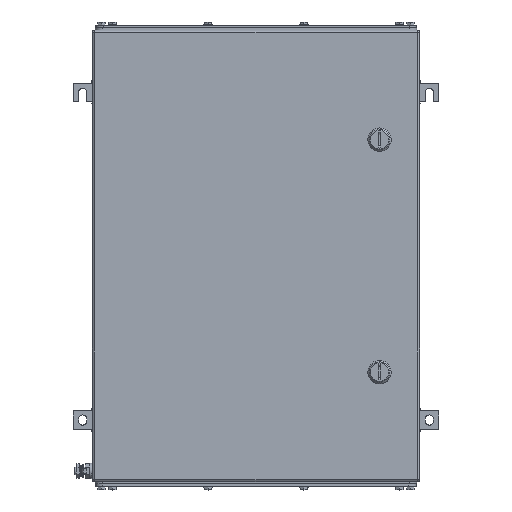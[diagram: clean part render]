
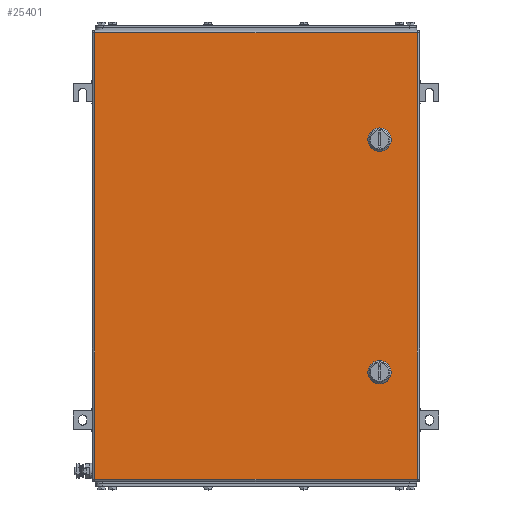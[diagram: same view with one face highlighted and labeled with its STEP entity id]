
A CAD part, top view. The second image highlights one B-rep face of the part: STEP entity #25401.
In plain terms, the highlighted planar face has unit normal (0, 0, 1).
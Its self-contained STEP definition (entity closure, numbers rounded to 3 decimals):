
#25215=AXIS2_PLACEMENT_3D('Circle Axis2P3D',#25213,#25214,$) ;
#25242=AXIS2_PLACEMENT_3D('Plane Axis2P3D',#25239,#25240,#25241) ;
#25287=AXIS2_PLACEMENT_3D('Circle Axis2P3D',#25285,#25286,$) ;
#25301=AXIS2_PLACEMENT_3D('Circle Axis2P3D',#25299,#25300,$) ;
#25315=AXIS2_PLACEMENT_3D('Circle Axis2P3D',#25313,#25314,$) ;
#25337=AXIS2_PLACEMENT_3D('Circle Axis2P3D',#25335,#25336,$) ;
#25353=AXIS2_PLACEMENT_3D('Circle Axis2P3D',#25351,#25352,$) ;
#25367=AXIS2_PLACEMENT_3D('Circle Axis2P3D',#25365,#25366,$) ;
#25381=AXIS2_PLACEMENT_3D('Circle Axis2P3D',#25379,#25380,$) ;
#25210=CARTESIAN_POINT('Vertex',(425.056,470.45,203.5)) ;
#25213=CARTESIAN_POINT('Axis2P3D Location',(420.,480.5,203.5)) ;
#25217=CARTESIAN_POINT('Vertex',(430.05,475.444,203.5)) ;
#25239=CARTESIAN_POINT('Axis2P3D Location',(250.5,321.,203.5)) ;
#25244=CARTESIAN_POINT('Line Origine',(250.5,627.5,203.5)) ;
#25248=CARTESIAN_POINT('Vertex',(472.,627.5,203.5)) ;
#25250=CARTESIAN_POINT('Vertex',(29.,627.5,203.5)) ;
#25253=CARTESIAN_POINT('Line Origine',(29.,321.,203.5)) ;
#25257=CARTESIAN_POINT('Vertex',(29.,14.5,203.5)) ;
#25260=CARTESIAN_POINT('Line Origine',(250.5,14.5,203.5)) ;
#25264=CARTESIAN_POINT('Vertex',(472.,14.5,203.5)) ;
#25267=CARTESIAN_POINT('Line Origine',(472.,321.,203.5)) ;
#25278=CARTESIAN_POINT('Line Origine',(420.,470.45,203.5)) ;
#25282=CARTESIAN_POINT('Vertex',(414.944,470.45,203.5)) ;
#25285=CARTESIAN_POINT('Axis2P3D Location',(420.,480.5,203.5)) ;
#25289=CARTESIAN_POINT('Vertex',(409.95,475.444,203.5)) ;
#25292=CARTESIAN_POINT('Line Origine',(409.95,480.5,203.5)) ;
#25296=CARTESIAN_POINT('Vertex',(409.95,485.556,203.5)) ;
#25299=CARTESIAN_POINT('Axis2P3D Location',(420.,480.5,203.5)) ;
#25303=CARTESIAN_POINT('Vertex',(414.944,490.55,203.5)) ;
#25306=CARTESIAN_POINT('Line Origine',(420.,490.55,203.5)) ;
#25310=CARTESIAN_POINT('Vertex',(425.056,490.55,203.5)) ;
#25313=CARTESIAN_POINT('Axis2P3D Location',(420.,480.5,203.5)) ;
#25317=CARTESIAN_POINT('Vertex',(430.05,485.556,203.5)) ;
#25320=CARTESIAN_POINT('Line Origine',(430.05,480.5,203.5)) ;
#25335=CARTESIAN_POINT('Axis2P3D Location',(420.,161.5,203.5)) ;
#25339=CARTESIAN_POINT('Vertex',(425.056,151.45,203.5)) ;
#25341=CARTESIAN_POINT('Vertex',(430.05,156.444,203.5)) ;
#25344=CARTESIAN_POINT('Line Origine',(420.,151.45,203.5)) ;
#25348=CARTESIAN_POINT('Vertex',(414.944,151.45,203.5)) ;
#25351=CARTESIAN_POINT('Axis2P3D Location',(420.,161.5,203.5)) ;
#25355=CARTESIAN_POINT('Vertex',(409.95,156.444,203.5)) ;
#25358=CARTESIAN_POINT('Line Origine',(409.95,161.5,203.5)) ;
#25362=CARTESIAN_POINT('Vertex',(409.95,166.556,203.5)) ;
#25365=CARTESIAN_POINT('Axis2P3D Location',(420.,161.5,203.5)) ;
#25369=CARTESIAN_POINT('Vertex',(414.944,171.55,203.5)) ;
#25372=CARTESIAN_POINT('Line Origine',(420.,171.55,203.5)) ;
#25376=CARTESIAN_POINT('Vertex',(425.056,171.55,203.5)) ;
#25379=CARTESIAN_POINT('Axis2P3D Location',(420.,161.5,203.5)) ;
#25383=CARTESIAN_POINT('Vertex',(430.05,166.556,203.5)) ;
#25386=CARTESIAN_POINT('Line Origine',(430.05,161.5,203.5)) ;
#25214=DIRECTION('Axis2P3D Direction',(0.,0.,1.)) ;
#25240=DIRECTION('Axis2P3D Direction',(0.,0.,1.)) ;
#25241=DIRECTION('Axis2P3D XDirection',(1.,0.,0.)) ;
#25245=DIRECTION('Vector Direction',(1.,0.,0.)) ;
#25254=DIRECTION('Vector Direction',(0.,-1.,0.)) ;
#25261=DIRECTION('Vector Direction',(1.,0.,0.)) ;
#25268=DIRECTION('Vector Direction',(0.,1.,0.)) ;
#25279=DIRECTION('Vector Direction',(1.,0.,0.)) ;
#25286=DIRECTION('Axis2P3D Direction',(0.,0.,1.)) ;
#25293=DIRECTION('Vector Direction',(0.,1.,0.)) ;
#25300=DIRECTION('Axis2P3D Direction',(0.,0.,1.)) ;
#25307=DIRECTION('Vector Direction',(1.,0.,0.)) ;
#25314=DIRECTION('Axis2P3D Direction',(0.,0.,1.)) ;
#25321=DIRECTION('Vector Direction',(0.,-1.,0.)) ;
#25336=DIRECTION('Axis2P3D Direction',(0.,0.,1.)) ;
#25345=DIRECTION('Vector Direction',(1.,0.,0.)) ;
#25352=DIRECTION('Axis2P3D Direction',(0.,0.,1.)) ;
#25359=DIRECTION('Vector Direction',(0.,1.,0.)) ;
#25366=DIRECTION('Axis2P3D Direction',(0.,0.,1.)) ;
#25373=DIRECTION('Vector Direction',(1.,0.,0.)) ;
#25380=DIRECTION('Axis2P3D Direction',(0.,0.,1.)) ;
#25387=DIRECTION('Vector Direction',(0.,-1.,0.)) ;
#25246=VECTOR('Line Direction',#25245,1.) ;
#25255=VECTOR('Line Direction',#25254,1.) ;
#25262=VECTOR('Line Direction',#25261,1.) ;
#25269=VECTOR('Line Direction',#25268,1.) ;
#25280=VECTOR('Line Direction',#25279,1.) ;
#25294=VECTOR('Line Direction',#25293,1.) ;
#25308=VECTOR('Line Direction',#25307,1.) ;
#25322=VECTOR('Line Direction',#25321,1.) ;
#25346=VECTOR('Line Direction',#25345,1.) ;
#25360=VECTOR('Line Direction',#25359,1.) ;
#25374=VECTOR('Line Direction',#25373,1.) ;
#25388=VECTOR('Line Direction',#25387,1.) ;
#25273=ORIENTED_EDGE('',*,*,#25252,.T.) ;
#25274=ORIENTED_EDGE('',*,*,#25259,.T.) ;
#25275=ORIENTED_EDGE('',*,*,#25266,.T.) ;
#25276=ORIENTED_EDGE('',*,*,#25271,.T.) ;
#25326=ORIENTED_EDGE('',*,*,#25284,.F.) ;
#25327=ORIENTED_EDGE('',*,*,#25291,.F.) ;
#25328=ORIENTED_EDGE('',*,*,#25298,.T.) ;
#25329=ORIENTED_EDGE('',*,*,#25305,.F.) ;
#25330=ORIENTED_EDGE('',*,*,#25312,.T.) ;
#25331=ORIENTED_EDGE('',*,*,#25319,.F.) ;
#25332=ORIENTED_EDGE('',*,*,#25324,.T.) ;
#25333=ORIENTED_EDGE('',*,*,#25219,.F.) ;
#25392=ORIENTED_EDGE('',*,*,#25343,.F.) ;
#25393=ORIENTED_EDGE('',*,*,#25350,.F.) ;
#25394=ORIENTED_EDGE('',*,*,#25357,.F.) ;
#25395=ORIENTED_EDGE('',*,*,#25364,.T.) ;
#25396=ORIENTED_EDGE('',*,*,#25371,.F.) ;
#25397=ORIENTED_EDGE('',*,*,#25378,.T.) ;
#25398=ORIENTED_EDGE('',*,*,#25385,.F.) ;
#25399=ORIENTED_EDGE('',*,*,#25390,.T.) ;
#25334=FACE_BOUND('',#25325,.T.) ;
#25400=FACE_BOUND('',#25391,.T.) ;
#25401=ADVANCED_FACE('ZUB_KTB_QL_624520_2GP_AllCATPart_AllCATPart.2\\ZUB_KTB_QL_624520_2GP_AllCATPart.2\\ZUB_DE_KTB_QL.1\\DE_KTB_MH_PART_MASTER.1\\Koerper.2',(#25277,#25334,#25400),#25243,.T.) ;
#25216=CIRCLE('generated circle',#25215,11.25) ;
#25288=CIRCLE('generated circle',#25287,11.25) ;
#25302=CIRCLE('generated circle',#25301,11.25) ;
#25316=CIRCLE('generated circle',#25315,11.25) ;
#25338=CIRCLE('generated circle',#25337,11.25) ;
#25354=CIRCLE('generated circle',#25353,11.25) ;
#25368=CIRCLE('generated circle',#25367,11.25) ;
#25382=CIRCLE('generated circle',#25381,11.25) ;
#25219=EDGE_CURVE('',#25211,#25218,#25216,.T.) ;
#25252=EDGE_CURVE('',#25249,#25251,#25247,.F.) ;
#25259=EDGE_CURVE('',#25251,#25258,#25256,.T.) ;
#25266=EDGE_CURVE('',#25258,#25265,#25263,.T.) ;
#25271=EDGE_CURVE('',#25265,#25249,#25270,.T.) ;
#25284=EDGE_CURVE('',#25283,#25211,#25281,.T.) ;
#25291=EDGE_CURVE('',#25290,#25283,#25288,.T.) ;
#25298=EDGE_CURVE('',#25290,#25297,#25295,.T.) ;
#25305=EDGE_CURVE('',#25304,#25297,#25302,.T.) ;
#25312=EDGE_CURVE('',#25304,#25311,#25309,.T.) ;
#25319=EDGE_CURVE('',#25318,#25311,#25316,.T.) ;
#25324=EDGE_CURVE('',#25318,#25218,#25323,.T.) ;
#25343=EDGE_CURVE('',#25340,#25342,#25338,.T.) ;
#25350=EDGE_CURVE('',#25349,#25340,#25347,.T.) ;
#25357=EDGE_CURVE('',#25356,#25349,#25354,.T.) ;
#25364=EDGE_CURVE('',#25356,#25363,#25361,.T.) ;
#25371=EDGE_CURVE('',#25370,#25363,#25368,.T.) ;
#25378=EDGE_CURVE('',#25370,#25377,#25375,.T.) ;
#25385=EDGE_CURVE('',#25384,#25377,#25382,.T.) ;
#25390=EDGE_CURVE('',#25384,#25342,#25389,.T.) ;
#25272=EDGE_LOOP('',(#25273,#25274,#25275,#25276)) ;
#25325=EDGE_LOOP('',(#25326,#25327,#25328,#25329,#25330,#25331,#25332,#25333)) ;
#25391=EDGE_LOOP('',(#25392,#25393,#25394,#25395,#25396,#25397,#25398,#25399)) ;
#25277=FACE_OUTER_BOUND('',#25272,.T.) ;
#25247=LINE('Line',#25244,#25246) ;
#25256=LINE('Line',#25253,#25255) ;
#25263=LINE('Line',#25260,#25262) ;
#25270=LINE('Line',#25267,#25269) ;
#25281=LINE('Line',#25278,#25280) ;
#25295=LINE('Line',#25292,#25294) ;
#25309=LINE('Line',#25306,#25308) ;
#25323=LINE('Line',#25320,#25322) ;
#25347=LINE('Line',#25344,#25346) ;
#25361=LINE('Line',#25358,#25360) ;
#25375=LINE('Line',#25372,#25374) ;
#25389=LINE('Line',#25386,#25388) ;
#25243=PLANE('',#25242) ;
#25211=VERTEX_POINT('',#25210) ;
#25218=VERTEX_POINT('',#25217) ;
#25249=VERTEX_POINT('',#25248) ;
#25251=VERTEX_POINT('',#25250) ;
#25258=VERTEX_POINT('',#25257) ;
#25265=VERTEX_POINT('',#25264) ;
#25283=VERTEX_POINT('',#25282) ;
#25290=VERTEX_POINT('',#25289) ;
#25297=VERTEX_POINT('',#25296) ;
#25304=VERTEX_POINT('',#25303) ;
#25311=VERTEX_POINT('',#25310) ;
#25318=VERTEX_POINT('',#25317) ;
#25340=VERTEX_POINT('',#25339) ;
#25342=VERTEX_POINT('',#25341) ;
#25349=VERTEX_POINT('',#25348) ;
#25356=VERTEX_POINT('',#25355) ;
#25363=VERTEX_POINT('',#25362) ;
#25370=VERTEX_POINT('',#25369) ;
#25377=VERTEX_POINT('',#25376) ;
#25384=VERTEX_POINT('',#25383) ;
